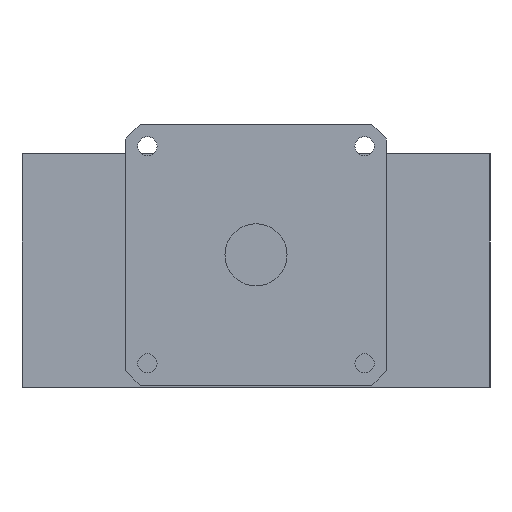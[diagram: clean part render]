
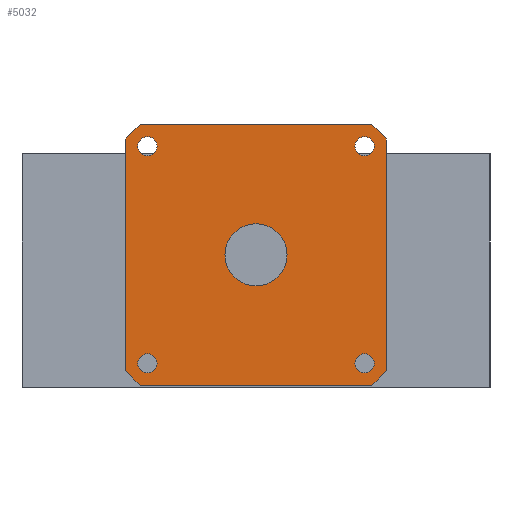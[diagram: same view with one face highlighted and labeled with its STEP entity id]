
A CAD part, front view. The second image highlights one B-rep face of the part: STEP entity #5032.
In plain terms, the highlighted planar face has unit normal (0, -1, 0).
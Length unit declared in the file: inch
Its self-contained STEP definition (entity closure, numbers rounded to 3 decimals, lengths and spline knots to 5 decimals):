
#3504=CARTESIAN_POINT('',(-0.846,-0.1875,-0.928));
#3505=VERTEX_POINT('',#3504);
#3514=CARTESIAN_POINT('',(-1.01,-0.1875,-0.928));
#3515=VERTEX_POINT('',#3514);
#3516=CARTESIAN_POINT('',(-0.928,-0.1875,-0.928));
#3517=DIRECTION('',(0.0,1.0,0.0));
#3518=DIRECTION('',(1.0,0.0,0.0));
#3519=AXIS2_PLACEMENT_3D('',#3516,#3517,#3518);
#3520=CIRCLE('',#3519,0.082);
#3521=EDGE_CURVE('',#3515,#3505,#3520,.T.);
#3546=CARTESIAN_POINT('',(1.01,-0.1875,0.928));
#3547=VERTEX_POINT('',#3546);
#3556=CARTESIAN_POINT('',(0.846,-0.1875,0.928));
#3557=VERTEX_POINT('',#3556);
#3558=CARTESIAN_POINT('',(0.928,-0.1875,0.928));
#3559=DIRECTION('',(0.0,1.0,0.0));
#3560=DIRECTION('',(1.0,0.0,0.0));
#3561=AXIS2_PLACEMENT_3D('',#3558,#3559,#3560);
#3562=CIRCLE('',#3561,0.082);
#3563=EDGE_CURVE('',#3557,#3547,#3562,.T.);
#3588=CARTESIAN_POINT('',(1.01,-0.1875,-0.928));
#3589=VERTEX_POINT('',#3588);
#3598=CARTESIAN_POINT('',(0.846,-0.1875,-0.928));
#3599=VERTEX_POINT('',#3598);
#3600=CARTESIAN_POINT('',(0.928,-0.1875,-0.928));
#3601=DIRECTION('',(0.0,1.0,0.0));
#3602=DIRECTION('',(1.0,0.0,0.0));
#3603=AXIS2_PLACEMENT_3D('',#3600,#3601,#3602);
#3604=CIRCLE('',#3603,0.082);
#3605=EDGE_CURVE('',#3599,#3589,#3604,.T.);
#3630=CARTESIAN_POINT('',(-0.846,-0.1875,0.928));
#3631=VERTEX_POINT('',#3630);
#3640=CARTESIAN_POINT('',(-1.01,-0.1875,0.928));
#3641=VERTEX_POINT('',#3640);
#3642=CARTESIAN_POINT('',(-0.928,-0.1875,0.928));
#3643=DIRECTION('',(0.0,1.0,0.0));
#3644=DIRECTION('',(1.0,0.0,0.0));
#3645=AXIS2_PLACEMENT_3D('',#3642,#3643,#3644);
#3646=CIRCLE('',#3645,0.082);
#3647=EDGE_CURVE('',#3641,#3631,#3646,.T.);
#4052=CARTESIAN_POINT('',(-0.2655,-0.1875,0.));
#4053=VERTEX_POINT('',#4052);
#4069=CARTESIAN_POINT('',(0.2655,-0.1875,0.));
#4070=VERTEX_POINT('',#4069);
#4077=CARTESIAN_POINT('',(0.0,-0.1875,0.));
#4078=DIRECTION('',(0.0,1.0,0.0));
#4079=DIRECTION('',(-1.0,0.0,0.0));
#4080=AXIS2_PLACEMENT_3D('',#4077,#4078,#4079);
#4081=CIRCLE('',#4080,0.2655);
#4082=EDGE_CURVE('',#4053,#4070,#4081,.T.);
#4093=CARTESIAN_POINT('',(0.0,-0.1875,0.));
#4094=DIRECTION('',(0.0,1.0,0.0));
#4095=DIRECTION('',(-1.0,0.0,0.0));
#4096=AXIS2_PLACEMENT_3D('',#4093,#4094,#4095);
#4097=CIRCLE('',#4096,0.2655);
#4098=EDGE_CURVE('',#4070,#4053,#4097,.T.);
#4741=CARTESIAN_POINT('',(-0.928,-0.1875,0.928));
#4742=DIRECTION('',(0.0,1.0,0.0));
#4743=DIRECTION('',(1.0,0.0,0.0));
#4744=AXIS2_PLACEMENT_3D('',#4741,#4742,#4743);
#4745=CIRCLE('',#4744,0.082);
#4746=EDGE_CURVE('',#3631,#3641,#4745,.T.);
#4759=CARTESIAN_POINT('',(0.928,-0.1875,-0.928));
#4760=DIRECTION('',(0.0,1.0,0.0));
#4761=DIRECTION('',(1.0,0.0,0.0));
#4762=AXIS2_PLACEMENT_3D('',#4759,#4760,#4761);
#4763=CIRCLE('',#4762,0.082);
#4764=EDGE_CURVE('',#3589,#3599,#4763,.T.);
#4777=CARTESIAN_POINT('',(0.928,-0.1875,0.928));
#4778=DIRECTION('',(0.0,1.0,0.0));
#4779=DIRECTION('',(1.0,0.0,0.0));
#4780=AXIS2_PLACEMENT_3D('',#4777,#4778,#4779);
#4781=CIRCLE('',#4780,0.082);
#4782=EDGE_CURVE('',#3547,#3557,#4781,.T.);
#4795=CARTESIAN_POINT('',(-0.928,-0.1875,-0.928));
#4796=DIRECTION('',(0.0,1.0,0.0));
#4797=DIRECTION('',(1.0,0.0,0.0));
#4798=AXIS2_PLACEMENT_3D('',#4795,#4796,#4797);
#4799=CIRCLE('',#4798,0.082);
#4800=EDGE_CURVE('',#3505,#3515,#4799,.T.);
#4810=CARTESIAN_POINT('',(-0.99,-0.1875,1.115));
#4811=VERTEX_POINT('',#4810);
#4812=CARTESIAN_POINT('',(0.99,-0.1875,1.115));
#4813=VERTEX_POINT('',#4812);
#4814=CARTESIAN_POINT('',(-0.99,-0.1875,1.115));
#4815=DIRECTION('',(1.0,0.0,0.0));
#4816=VECTOR('',#4815,1.98);
#4817=LINE('',#4814,#4816);
#4818=EDGE_CURVE('',#4811,#4813,#4817,.T.);
#4841=CARTESIAN_POINT('',(1.115,-0.1875,0.99));
#4842=VERTEX_POINT('',#4841);
#4843=CARTESIAN_POINT('',(0.99,-0.1875,1.115));
#4844=DIRECTION('',(0.707,0.0,-0.707));
#4845=VECTOR('',#4844,0.17678);
#4846=LINE('',#4843,#4845);
#4847=EDGE_CURVE('',#4813,#4842,#4846,.T.);
#4865=CARTESIAN_POINT('',(1.115,-0.1875,-0.99));
#4866=VERTEX_POINT('',#4865);
#4867=CARTESIAN_POINT('',(1.115,-0.1875,0.99));
#4868=DIRECTION('',(0.0,0.0,-1.0));
#4869=VECTOR('',#4868,1.98);
#4870=LINE('',#4867,#4869);
#4871=EDGE_CURVE('',#4842,#4866,#4870,.T.);
#4889=CARTESIAN_POINT('',(0.99,-0.1875,-1.115));
#4890=VERTEX_POINT('',#4889);
#4891=CARTESIAN_POINT('',(1.115,-0.1875,-0.99));
#4892=DIRECTION('',(-0.707,0.0,-0.707));
#4893=VECTOR('',#4892,0.17678);
#4894=LINE('',#4891,#4893);
#4895=EDGE_CURVE('',#4866,#4890,#4894,.T.);
#4913=CARTESIAN_POINT('',(-0.99,-0.1875,-1.115));
#4914=VERTEX_POINT('',#4913);
#4915=CARTESIAN_POINT('',(0.99,-0.1875,-1.115));
#4916=DIRECTION('',(-1.0,0.0,0.0));
#4917=VECTOR('',#4916,1.98);
#4918=LINE('',#4915,#4917);
#4919=EDGE_CURVE('',#4890,#4914,#4918,.T.);
#4937=CARTESIAN_POINT('',(-1.115,-0.1875,-0.99));
#4938=VERTEX_POINT('',#4937);
#4939=CARTESIAN_POINT('',(-0.99,-0.1875,-1.115));
#4940=DIRECTION('',(-0.707,0.0,0.707));
#4941=VECTOR('',#4940,0.17678);
#4942=LINE('',#4939,#4941);
#4943=EDGE_CURVE('',#4914,#4938,#4942,.T.);
#4961=CARTESIAN_POINT('',(-1.115,-0.1875,0.99));
#4962=VERTEX_POINT('',#4961);
#4963=CARTESIAN_POINT('',(-1.115,-0.1875,-0.99));
#4964=DIRECTION('',(0.0,0.0,1.0));
#4965=VECTOR('',#4964,1.98);
#4966=LINE('',#4963,#4965);
#4967=EDGE_CURVE('',#4938,#4962,#4966,.T.);
#4985=CARTESIAN_POINT('',(-1.115,-0.1875,0.99));
#4986=DIRECTION('',(0.707,0.0,0.707));
#4987=VECTOR('',#4986,0.17678);
#4988=LINE('',#4985,#4987);
#4989=EDGE_CURVE('',#4962,#4811,#4988,.T.);
#4997=CARTESIAN_POINT('',(0.,-0.1875,0.));
#4998=DIRECTION('',(0.0,1.0,0.0));
#4999=DIRECTION('',(0.0,0.0,1.0));
#5000=AXIS2_PLACEMENT_3D('',#4997,#4998,#4999);
#5001=PLANE('',#5000);
#5002=ORIENTED_EDGE('',*,*,#4818,.F.);
#5003=ORIENTED_EDGE('',*,*,#4989,.F.);
#5004=ORIENTED_EDGE('',*,*,#4967,.F.);
#5005=ORIENTED_EDGE('',*,*,#4943,.F.);
#5006=ORIENTED_EDGE('',*,*,#4919,.F.);
#5007=ORIENTED_EDGE('',*,*,#4895,.F.);
#5008=ORIENTED_EDGE('',*,*,#4871,.F.);
#5009=ORIENTED_EDGE('',*,*,#4847,.F.);
#5010=EDGE_LOOP('',(#5002,#5003,#5004,#5005,#5006,#5007,#5008,#5009));
#5011=FACE_OUTER_BOUND('',#5010,.T.);
#5012=ORIENTED_EDGE('',*,*,#4098,.T.);
#5013=ORIENTED_EDGE('',*,*,#4082,.T.);
#5014=EDGE_LOOP('',(#5012,#5013));
#5015=FACE_BOUND('',#5014,.T.);
#5016=ORIENTED_EDGE('',*,*,#3647,.T.);
#5017=ORIENTED_EDGE('',*,*,#4746,.T.);
#5018=EDGE_LOOP('',(#5016,#5017));
#5019=FACE_BOUND('',#5018,.T.);
#5020=ORIENTED_EDGE('',*,*,#3605,.T.);
#5021=ORIENTED_EDGE('',*,*,#4764,.T.);
#5022=EDGE_LOOP('',(#5020,#5021));
#5023=FACE_BOUND('',#5022,.T.);
#5024=ORIENTED_EDGE('',*,*,#3563,.T.);
#5025=ORIENTED_EDGE('',*,*,#4782,.T.);
#5026=EDGE_LOOP('',(#5024,#5025));
#5027=FACE_BOUND('',#5026,.T.);
#5028=ORIENTED_EDGE('',*,*,#3521,.T.);
#5029=ORIENTED_EDGE('',*,*,#4800,.T.);
#5030=EDGE_LOOP('',(#5028,#5029));
#5031=FACE_BOUND('',#5030,.T.);
#5032=ADVANCED_FACE('',(#5011,#5015,#5019,#5023,#5027,#5031),#5001,.F.);
